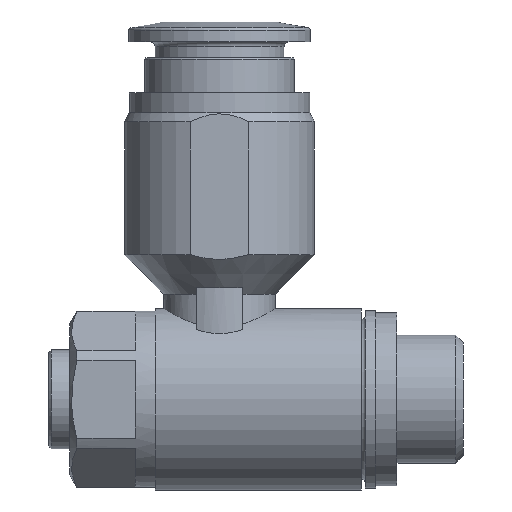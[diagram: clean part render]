
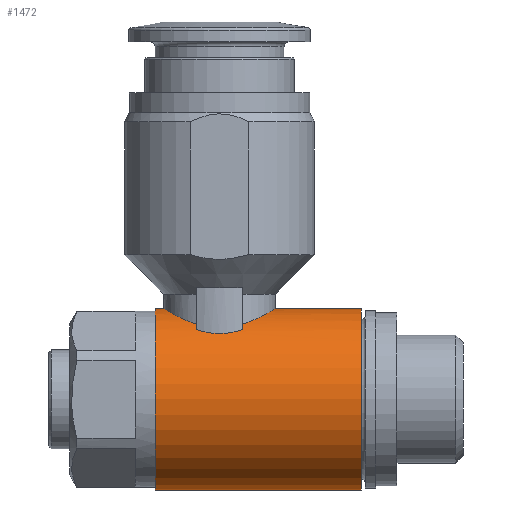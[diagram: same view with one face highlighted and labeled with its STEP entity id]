
A CAD part, left-side view. The second image highlights one B-rep face of the part: STEP entity #1472.
In plain terms, the highlighted cylindrical face has radius 6.9 mm (diameter 13.8 mm), a full revolution.
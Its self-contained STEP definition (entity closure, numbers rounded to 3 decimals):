
#149=CIRCLE('',#1555,6.9);
#150=CIRCLE('',#1556,6.9);
#151=CIRCLE('',#1557,6.9);
#152=CIRCLE('',#1558,6.9);
#153=CIRCLE('',#1559,6.9);
#154=CIRCLE('',#1560,6.9);
#224=ORIENTED_EDGE('',*,*,#476,.F.);
#225=ORIENTED_EDGE('',*,*,#477,.T.);
#226=ORIENTED_EDGE('',*,*,#478,.F.);
#227=ORIENTED_EDGE('',*,*,#479,.F.);
#228=ORIENTED_EDGE('',*,*,#480,.F.);
#229=ORIENTED_EDGE('',*,*,#481,.F.);
#230=ORIENTED_EDGE('',*,*,#482,.F.);
#231=ORIENTED_EDGE('',*,*,#483,.F.);
#232=ORIENTED_EDGE('',*,*,#484,.F.);
#233=ORIENTED_EDGE('',*,*,#485,.F.);
#476=EDGE_CURVE('',#601,#601,#149,.T.);
#477=EDGE_CURVE('',#602,#602,#150,.T.);
#478=EDGE_CURVE('',#603,#604,#151,.T.);
#479=EDGE_CURVE('',#605,#603,#691,.T.);
#480=EDGE_CURVE('',#606,#605,#152,.T.);
#481=EDGE_CURVE('',#607,#606,#692,.T.);
#482=EDGE_CURVE('',#608,#607,#153,.T.);
#483=EDGE_CURVE('',#609,#608,#693,.T.);
#484=EDGE_CURVE('',#610,#609,#154,.T.);
#485=EDGE_CURVE('',#604,#610,#694,.T.);
#601=VERTEX_POINT('',#2043);
#602=VERTEX_POINT('',#2045);
#603=VERTEX_POINT('',#2047);
#604=VERTEX_POINT('',#2048);
#605=VERTEX_POINT('',#2056);
#606=VERTEX_POINT('',#2058);
#607=VERTEX_POINT('',#2064);
#608=VERTEX_POINT('',#2066);
#609=VERTEX_POINT('',#2074);
#610=VERTEX_POINT('',#2076);
#691=B_SPLINE_CURVE_WITH_KNOTS('',3,(#2049,#2050,#2051,#2052,#2053,#2054,
#2055),.UNSPECIFIED.,.F.,.F.,(4,1,1,1,4),(0.015,0.018,
0.02,0.023,0.025),.UNSPECIFIED.);
#692=B_SPLINE_CURVE_WITH_KNOTS('',3,(#2059,#2060,#2061,#2062,#2063),
 .UNSPECIFIED.,.F.,.F.,(4,1,4),(0.,0.002,0.004),
 .UNSPECIFIED.);
#693=B_SPLINE_CURVE_WITH_KNOTS('',3,(#2067,#2068,#2069,#2070,#2071,#2072,
#2073),.UNSPECIFIED.,.F.,.F.,(4,1,1,1,4),(0.002,0.004,
0.007,0.009,0.012),
 .UNSPECIFIED.);
#694=B_SPLINE_CURVE_WITH_KNOTS('',3,(#2077,#2078,#2079,#2080,#2081),
 .UNSPECIFIED.,.F.,.F.,(4,1,4),(0.,0.002,0.004),
 .UNSPECIFIED.);
#718=EDGE_LOOP('',(#224));
#719=EDGE_LOOP('',(#225));
#720=EDGE_LOOP('',(#226,#227,#228,#229,#230,#231,#232,#233));
#832=FACE_BOUND('',#718,.T.);
#833=FACE_BOUND('',#719,.T.);
#834=FACE_BOUND('',#720,.T.);
#943=CYLINDRICAL_SURFACE('',#1554,6.9);
#1472=ADVANCED_FACE('',(#832,#833,#834),#943,.T.);
#1554=AXIS2_PLACEMENT_3D('',#2041,#1708,#1709);
#1555=AXIS2_PLACEMENT_3D('',#2042,#1710,#1711);
#1556=AXIS2_PLACEMENT_3D('',#2044,#1712,#1713);
#1557=AXIS2_PLACEMENT_3D('',#2046,#1714,#1715);
#1558=AXIS2_PLACEMENT_3D('',#2057,#1716,#1717);
#1559=AXIS2_PLACEMENT_3D('',#2065,#1718,#1719);
#1560=AXIS2_PLACEMENT_3D('',#2075,#1720,#1721);
#1708=DIRECTION('',(0.,-1.,0.));
#1709=DIRECTION('',(0.,0.,-1.));
#1710=DIRECTION('',(0.,-1.,0.));
#1711=DIRECTION('',(0.,0.,-1.));
#1712=DIRECTION('',(0.,-1.,0.));
#1713=DIRECTION('',(0.,0.,-1.));
#1714=DIRECTION('',(0.,-1.,0.));
#1715=DIRECTION('',(0.,0.,-1.));
#1716=DIRECTION('',(0.,-1.,0.));
#1717=DIRECTION('',(0.,0.,-1.));
#1718=DIRECTION('',(0.,1.,0.));
#1719=DIRECTION('',(0.,0.,1.));
#1720=DIRECTION('',(0.,1.,0.));
#1721=DIRECTION('',(0.,0.,1.));
#2041=CARTESIAN_POINT('',(0.,-18.55,0.));
#2042=CARTESIAN_POINT('',(0.,-10.8,0.));
#2043=CARTESIAN_POINT('',(0.,-10.8,-6.9));
#2044=CARTESIAN_POINT('',(0.,4.9,0.));
#2045=CARTESIAN_POINT('',(0.,4.9,-6.9));
#2046=CARTESIAN_POINT('',(0.,1.75,0.));
#2047=CARTESIAN_POINT('',(-3.873,1.75,5.711));
#2048=CARTESIAN_POINT('',(-4.416,1.75,5.302));
#2049=CARTESIAN_POINT('',(3.873,1.75,5.711));
#2050=CARTESIAN_POINT('',(3.54,2.487,5.936));
#2051=CARTESIAN_POINT('',(2.488,3.73,6.566));
#2052=CARTESIAN_POINT('',(0.007,4.511,7.068));
#2053=CARTESIAN_POINT('',(-2.496,3.728,6.564));
#2054=CARTESIAN_POINT('',(-3.539,2.488,5.937));
#2055=CARTESIAN_POINT('',(-3.873,1.75,5.711));
#2056=CARTESIAN_POINT('',(3.873,1.75,5.711));
#2057=CARTESIAN_POINT('',(0.,1.75,0.));
#2058=CARTESIAN_POINT('',(4.416,1.75,5.302));
#2059=CARTESIAN_POINT('',(4.416,-1.75,5.302));
#2060=CARTESIAN_POINT('',(4.632,-1.206,5.122));
#2061=CARTESIAN_POINT('',(4.868,-0.001,4.887));
#2062=CARTESIAN_POINT('',(4.632,1.206,5.122));
#2063=CARTESIAN_POINT('',(4.416,1.75,5.302));
#2064=CARTESIAN_POINT('',(4.416,-1.75,5.302));
#2065=CARTESIAN_POINT('',(0.,-1.75,0.));
#2066=CARTESIAN_POINT('',(3.873,-1.75,5.711));
#2067=CARTESIAN_POINT('',(-3.873,-1.75,5.711));
#2068=CARTESIAN_POINT('',(-3.541,-2.486,5.936));
#2069=CARTESIAN_POINT('',(-2.486,-3.731,6.566));
#2070=CARTESIAN_POINT('',(-0.012,-4.509,7.067));
#2071=CARTESIAN_POINT('',(2.494,-3.732,6.566));
#2072=CARTESIAN_POINT('',(3.542,-2.483,5.935));
#2073=CARTESIAN_POINT('',(3.873,-1.75,5.711));
#2074=CARTESIAN_POINT('',(-3.873,-1.75,5.711));
#2075=CARTESIAN_POINT('',(0.,-1.75,0.));
#2076=CARTESIAN_POINT('',(-4.416,-1.75,5.302));
#2077=CARTESIAN_POINT('',(-4.416,1.75,5.302));
#2078=CARTESIAN_POINT('',(-4.632,1.206,5.122));
#2079=CARTESIAN_POINT('',(-4.868,0.001,4.887));
#2080=CARTESIAN_POINT('',(-4.632,-1.206,5.122));
#2081=CARTESIAN_POINT('',(-4.416,-1.75,5.302));
